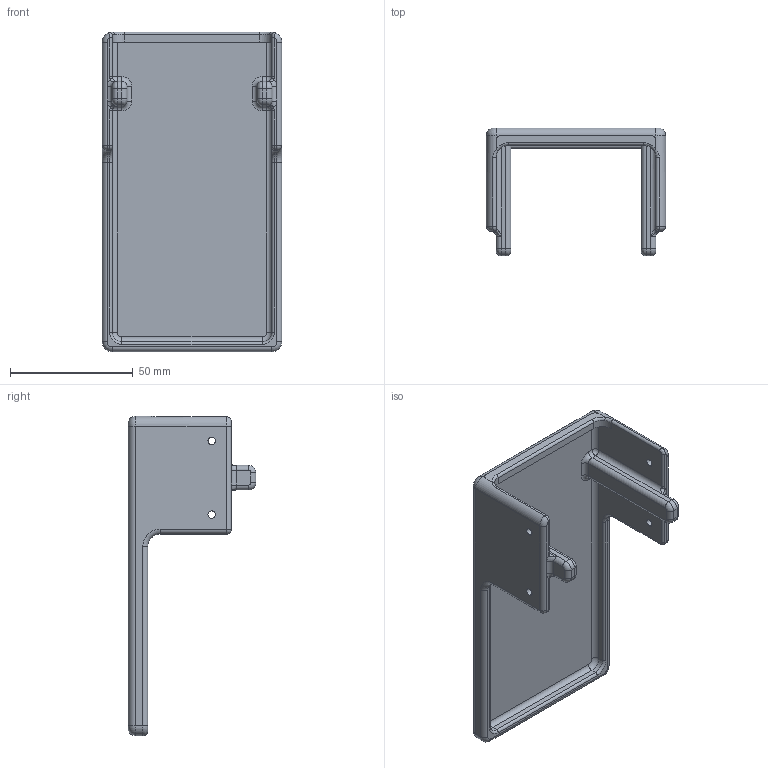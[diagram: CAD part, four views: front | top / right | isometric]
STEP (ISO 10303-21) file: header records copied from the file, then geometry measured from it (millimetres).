
FILE_DESCRIPTION (( 'STEP AP203' ), '1' );
FILE_NAME ('cubierta_superior_Predeterminado_sldprt.STEP', '2024-07-23T21:01:22', ( '' ), ( '' ), 'SwSTEP 2.0', 'SolidWorks 2018', '' );
FILE_SCHEMA (( 'CONFIG_CONTROL_DESIGN' ));
Length unit declared in the file: millimetre
Products named in the file (1): cubierta_superior_Predeterminado_sldprt
Bounding box: 73 x 52 x 130 mm (x, y, z)
Volume: 53355 mm3; surface area: 30855.6 mm2
Topology: 1 solids, 1 shells, 166 faces, 390 edges, 216 vertices
Faces by surface type: cylinder 78, torus 40, plane 34, bspline 8, sphere 6
Entity records: 5215 total; most frequent: CARTESIAN_POINT 1333, DIRECTION 876, ORIENTED_EDGE 760, EDGE_CURVE 380, AXIS2_PLACEMENT_3D 359, VERTEX_POINT 216, CIRCLE 200, EDGE_LOOP 174
